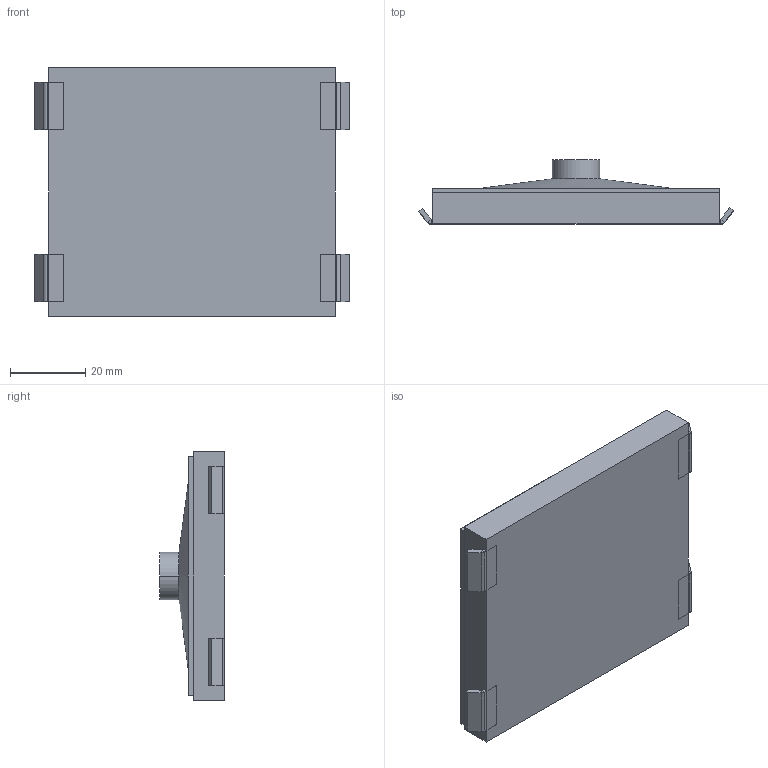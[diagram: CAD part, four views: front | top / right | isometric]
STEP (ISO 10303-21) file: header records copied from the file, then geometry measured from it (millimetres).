
FILE_DESCRIPTION((''),'2;1');
FILE_NAME('TSKH-036511_ASM','2019-11-13T',('clc'),(''),'CREO PARAMETRIC BY PTC INC, 2014190','CREO PARAMETRIC BY PTC INC, 2014190','');
FILE_SCHEMA(('CONFIG_CONTROL_DESIGN'));
Length unit declared in the file: inch
Products named in the file (5): 30TSKH036511; 42TSKH036508; 32TSKH036508; TER; TSKH-036511_ASM
Assembly tree (4 placements, depth 2):
  TSKH-036511_ASM
    30TSKH036511
    42TSKH036508
    32TSKH036508
    TER
Bounding box: 83.82 x 17.14 x 66.04 mm (x, y, z)
Volume: 37823.4 mm3; surface area: 28836.2 mm2
Topology: 4 solids, 4 shells, 92 faces, 180 edges, 98 vertices
Faces by surface type: plane 82, cylinder 8, cone 2
Entity records: 2373 total; most frequent: DIRECTION 400, CARTESIAN_POINT 379, ORIENTED_EDGE 360, EDGE_CURVE 180, VECTOR 162, LINE 162, AXIS2_PLACEMENT_3D 119, VERTEX_POINT 98
